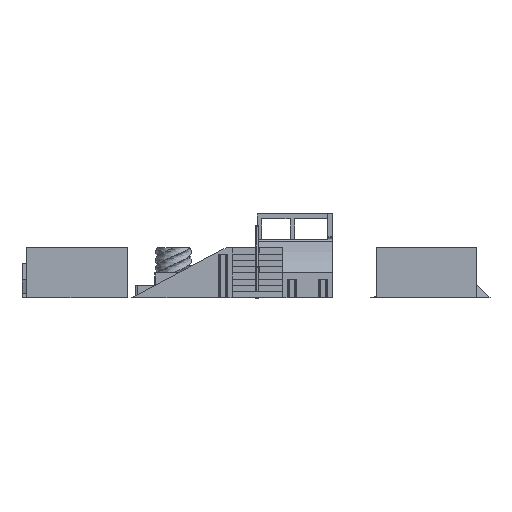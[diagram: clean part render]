
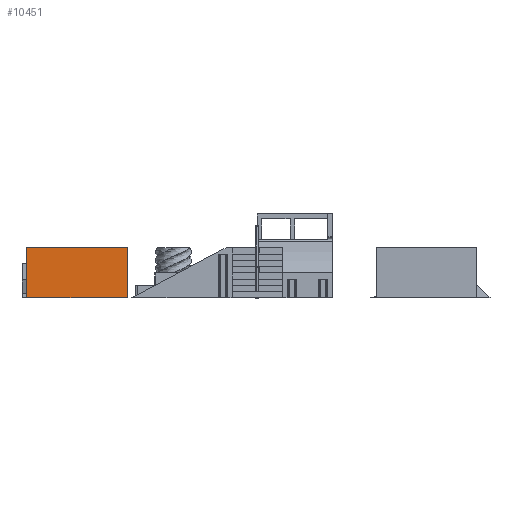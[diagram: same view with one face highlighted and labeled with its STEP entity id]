
A CAD part, left-side view. The second image highlights one B-rep face of the part: STEP entity #10451.
In plain terms, the highlighted face is planar.
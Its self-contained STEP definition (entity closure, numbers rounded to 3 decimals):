
#946=FACE_OUTER_BOUND('',#1517,.T.);
#1517=EDGE_LOOP('',(#8685,#8686,#8687,#8688));
#2574=LINE('',#16580,#3818);
#2581=LINE('',#16596,#3825);
#2583=LINE('',#16600,#3827);
#2584=LINE('',#16601,#3828);
#3818=VECTOR('',#13541,10.);
#3825=VECTOR('',#13558,10.);
#3827=VECTOR('',#13562,10.);
#3828=VECTOR('',#13563,10.);
#4848=VERTEX_POINT('',#16577);
#4849=VERTEX_POINT('',#16579);
#4853=VERTEX_POINT('',#16595);
#4854=VERTEX_POINT('',#16599);
#6178=EDGE_CURVE('',#4848,#4849,#2574,.T.);
#6186=EDGE_CURVE('',#4853,#4849,#2581,.T.);
#6188=EDGE_CURVE('',#4853,#4854,#2583,.T.);
#6189=EDGE_CURVE('',#4854,#4848,#2584,.T.);
#8685=ORIENTED_EDGE('',*,*,#6188,.F.);
#8686=ORIENTED_EDGE('',*,*,#6186,.T.);
#8687=ORIENTED_EDGE('',*,*,#6178,.F.);
#8688=ORIENTED_EDGE('',*,*,#6189,.F.);
#9953=PLANE('',#11328);
#10451=ADVANCED_FACE('',(#946),#9953,.T.);
#11328=AXIS2_PLACEMENT_3D('',#16598,#13560,#13561);
#13541=DIRECTION('',(1.,0.,0.));
#13558=DIRECTION('',(0.,0.,1.));
#13560=DIRECTION('center_axis',(0.,-1.,0.));
#13561=DIRECTION('ref_axis',(1.,0.,0.));
#13562=DIRECTION('',(-1.,0.,0.));
#13563=DIRECTION('',(0.,0.,1.));
#16577=CARTESIAN_POINT('',(-80.,-80.,80.));
#16579=CARTESIAN_POINT('',(80.,-80.,80.));
#16580=CARTESIAN_POINT('',(80.,-80.,80.));
#16595=CARTESIAN_POINT('',(80.,-80.,0.));
#16596=CARTESIAN_POINT('',(80.,-80.,0.));
#16598=CARTESIAN_POINT('Origin',(-80.,-80.,0.));
#16599=CARTESIAN_POINT('',(-80.,-80.,0.));
#16600=CARTESIAN_POINT('',(80.,-80.,0.));
#16601=CARTESIAN_POINT('',(-80.,-80.,0.));
